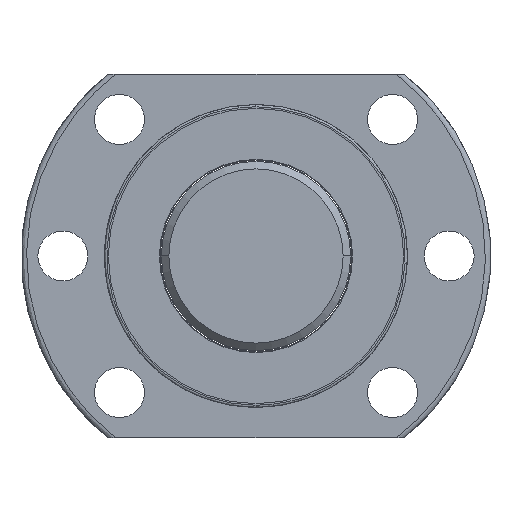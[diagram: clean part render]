
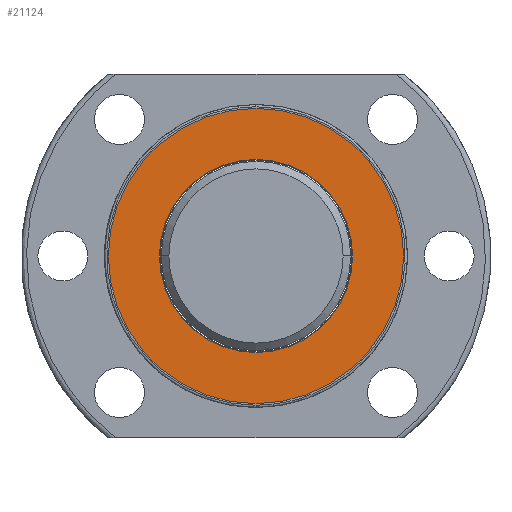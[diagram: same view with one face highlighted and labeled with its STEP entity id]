
A CAD part, left-side view. The second image highlights one B-rep face of the part: STEP entity #21124.
In plain terms, the highlighted planar face has unit normal (-1, 0, 0).
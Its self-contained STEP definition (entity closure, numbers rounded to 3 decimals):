
#925 = CARTESIAN_POINT ( 'NONE',  ( -29.85, 0., 0. ) ) ;
#1181 = VERTEX_POINT ( 'NONE', #5050 ) ;
#1412 = ORIENTED_EDGE ( 'NONE', *, *, #1943, .T. ) ;
#1686 = ORIENTED_EDGE ( 'NONE', *, *, #21770, .T. ) ;
#1696 = VERTEX_POINT ( 'NONE', #4188 ) ;
#1943 = EDGE_CURVE ( 'NONE', #17638, #1696, #3014, .T. ) ;
#3014 = CIRCLE ( 'NONE', #11783, 19.5 ) ;
#3397 = EDGE_CURVE ( 'NONE', #23508, #1181, #16382, .T. ) ;
#4188 = CARTESIAN_POINT ( 'NONE',  ( -29.85, 0., 19.5 ) ) ;
#4219 = ORIENTED_EDGE ( 'NONE', *, *, #3397, .T. ) ;
#5050 = CARTESIAN_POINT ( 'NONE',  ( -29.85, 0., 12.75 ) ) ;
#5081 = AXIS2_PLACEMENT_3D ( 'NONE', #12675, #18258, #22235 ) ;
#5807 = DIRECTION ( 'NONE',  ( 0., 0., -1. ) ) ;
#5877 = CIRCLE ( 'NONE', #11760, 12.75 ) ;
#5946 = FACE_BOUND ( 'NONE', #15192, .T. ) ;
#7506 = DIRECTION ( 'NONE',  ( 0., 0., 1. ) ) ;
#8545 = DIRECTION ( 'NONE',  ( -1., 0., 0. ) ) ;
#9325 = DIRECTION ( 'NONE',  ( -1., 0., 0. ) ) ;
#9663 = AXIS2_PLACEMENT_3D ( 'NONE', #16659, #9325, #7506 ) ;
#11120 = AXIS2_PLACEMENT_3D ( 'NONE', #925, #17662, #21416 ) ;
#11760 = AXIS2_PLACEMENT_3D ( 'NONE', #16610, #15224, #5807 ) ;
#11783 = AXIS2_PLACEMENT_3D ( 'NONE', #19717, #8545, #12351 ) ;
#11824 = FACE_OUTER_BOUND ( 'NONE', #21316, .T. ) ;
#12351 = DIRECTION ( 'NONE',  ( 0., 0., -1. ) ) ;
#12543 = EDGE_CURVE ( 'NONE', #1181, #23508, #5877, .T. ) ;
#12675 = CARTESIAN_POINT ( 'NONE',  ( -29.85, 0., 0. ) ) ;
#15179 = CARTESIAN_POINT ( 'NONE',  ( -29.85, 0., -19.5 ) ) ;
#15192 = EDGE_LOOP ( 'NONE', ( #4219, #20449 ) ) ;
#15224 = DIRECTION ( 'NONE',  ( 1., 0., 0. ) ) ;
#16382 = CIRCLE ( 'NONE', #5081, 12.75 ) ;
#16610 = CARTESIAN_POINT ( 'NONE',  ( -29.85, 0., 0. ) ) ;
#16659 = CARTESIAN_POINT ( 'NONE',  ( -29.85, 0., 0. ) ) ;
#17638 = VERTEX_POINT ( 'NONE', #15179 ) ;
#17662 = DIRECTION ( 'NONE',  ( -1., 0., 0. ) ) ;
#18258 = DIRECTION ( 'NONE',  ( 1., 0., 0. ) ) ;
#19717 = CARTESIAN_POINT ( 'NONE',  ( -29.85, 0., 0. ) ) ;
#20395 = PLANE ( 'NONE',  #9663 ) ;
#20449 = ORIENTED_EDGE ( 'NONE', *, *, #12543, .T. ) ;
#21124 = ADVANCED_FACE ( 'NONE', ( #5946, #11824 ), #20395, .T. ) ;
#21316 = EDGE_LOOP ( 'NONE', ( #1412, #1686 ) ) ;
#21416 = DIRECTION ( 'NONE',  ( 0., 0., -1. ) ) ;
#21770 = EDGE_CURVE ( 'NONE', #1696, #17638, #22562, .T. ) ;
#22235 = DIRECTION ( 'NONE',  ( 0., 0., -1. ) ) ;
#22359 = CARTESIAN_POINT ( 'NONE',  ( -29.85, 0., -12.75 ) ) ;
#22562 = CIRCLE ( 'NONE', #11120, 19.5 ) ;
#23508 = VERTEX_POINT ( 'NONE', #22359 ) ;
